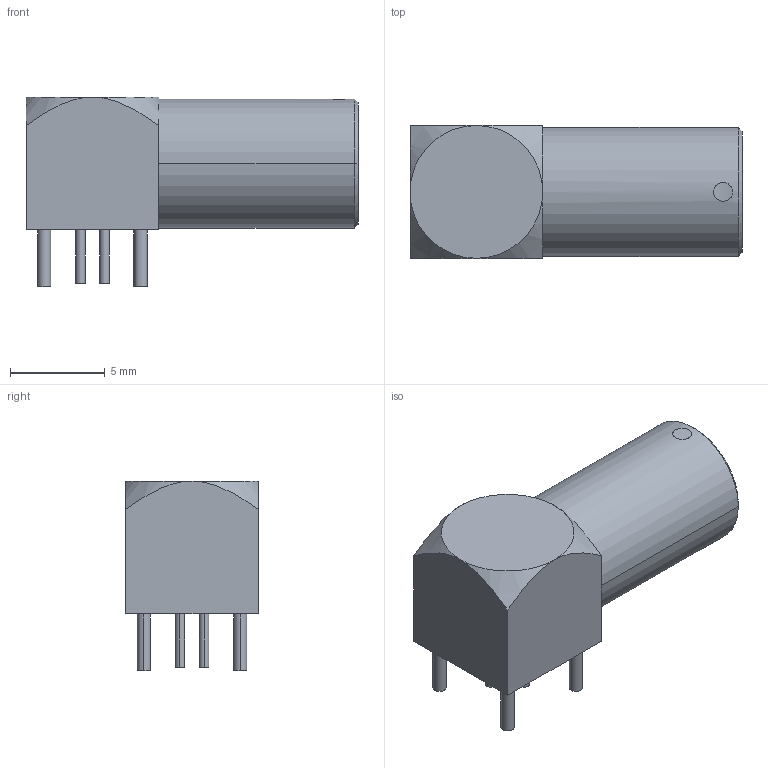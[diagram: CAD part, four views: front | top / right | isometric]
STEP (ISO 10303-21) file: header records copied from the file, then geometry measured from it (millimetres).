
FILE_DESCRIPTION((''),'2;1');
FILE_NAME('LEMO_EPG.00.304.NLN.stp','2010-08-25T15:30:46',(''),(''),'Mechanical Desktop 2010','Mechanical Desktop 2010',', , ');
FILE_SCHEMA(('AUTOMOTIVE_DESIGN { 1 2 10303 214 1 1 1 1 }'));
Length unit declared in the file: millimetre
Products named in the file (1): Product
Bounding box: 17.5 x 7 x 10 mm (x, y, z)
Volume: 580.1 mm3; surface area: 936.8 mm2
Topology: 15 solids, 15 shells, 99 faces, 182 edges, 120 vertices
Faces by surface type: cylinder 50, plane 43, cone 6
Entity records: 2604 total; most frequent: CARTESIAN_POINT 492, DIRECTION 468, ORIENTED_EDGE 364, AXIS2_PLACEMENT_3D 200, EDGE_CURVE 182, VERTEX_POINT 120, EDGE_LOOP 114, CIRCLE 100
